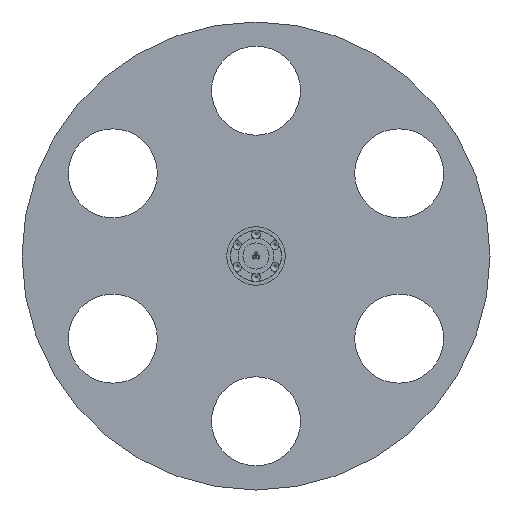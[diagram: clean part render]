
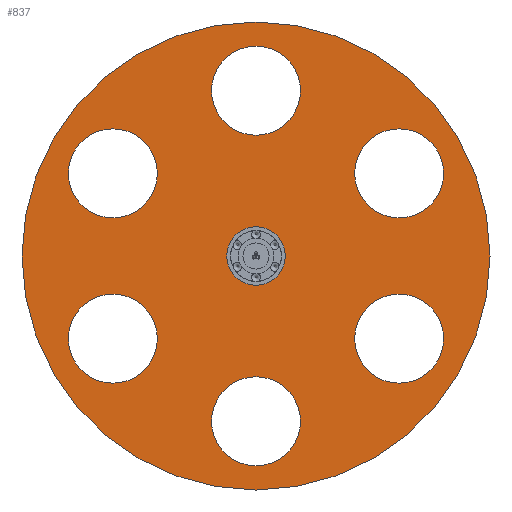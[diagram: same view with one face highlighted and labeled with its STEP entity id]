
A CAD part, left-side view. The second image highlights one B-rep face of the part: STEP entity #837.
In plain terms, the highlighted planar face has unit normal (-1, 0, 0).
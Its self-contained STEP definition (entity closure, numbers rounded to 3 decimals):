
#19=FACE_BOUND('',#156,.T.);
#20=FACE_BOUND('',#157,.T.);
#21=FACE_BOUND('',#158,.T.);
#22=FACE_BOUND('',#159,.T.);
#23=FACE_BOUND('',#160,.T.);
#24=FACE_BOUND('',#161,.T.);
#25=FACE_BOUND('',#162,.T.);
#51=PLANE('',#977);
#110=FACE_OUTER_BOUND('',#155,.T.);
#155=EDGE_LOOP('',(#709));
#156=EDGE_LOOP('',(#710));
#157=EDGE_LOOP('',(#711));
#158=EDGE_LOOP('',(#712));
#159=EDGE_LOOP('',(#713));
#160=EDGE_LOOP('',(#714));
#161=EDGE_LOOP('',(#715));
#162=EDGE_LOOP('',(#716));
#231=CIRCLE('',#861,3.5);
#233=CIRCLE('',#864,3.5);
#235=CIRCLE('',#867,3.5);
#237=CIRCLE('',#870,3.5);
#239=CIRCLE('',#873,3.5);
#241=CIRCLE('',#876,3.5);
#243=CIRCLE('',#879,18.402);
#316=CIRCLE('',#978,2.3);
#322=VERTEX_POINT('',#1281);
#324=VERTEX_POINT('',#1287);
#326=VERTEX_POINT('',#1293);
#328=VERTEX_POINT('',#1299);
#330=VERTEX_POINT('',#1305);
#332=VERTEX_POINT('',#1311);
#334=VERTEX_POINT('',#1317);
#400=VERTEX_POINT('',#1620);
#406=EDGE_CURVE('',#322,#322,#231,.T.);
#409=EDGE_CURVE('',#324,#324,#233,.T.);
#412=EDGE_CURVE('',#326,#326,#235,.T.);
#415=EDGE_CURVE('',#328,#328,#237,.T.);
#418=EDGE_CURVE('',#330,#330,#239,.T.);
#421=EDGE_CURVE('',#332,#332,#241,.T.);
#424=EDGE_CURVE('',#334,#334,#243,.T.);
#521=EDGE_CURVE('',#400,#400,#316,.T.);
#709=ORIENTED_EDGE('',*,*,#424,.T.);
#710=ORIENTED_EDGE('',*,*,#421,.T.);
#711=ORIENTED_EDGE('',*,*,#418,.T.);
#712=ORIENTED_EDGE('',*,*,#415,.T.);
#713=ORIENTED_EDGE('',*,*,#412,.T.);
#714=ORIENTED_EDGE('',*,*,#409,.T.);
#715=ORIENTED_EDGE('',*,*,#406,.T.);
#716=ORIENTED_EDGE('',*,*,#521,.T.);
#837=ADVANCED_FACE('',(#110,#19,#20,#21,#22,#23,#24,#25),#51,.T.);
#861=AXIS2_PLACEMENT_3D('',#1282,#996,#997);
#864=AXIS2_PLACEMENT_3D('',#1288,#1003,#1004);
#867=AXIS2_PLACEMENT_3D('',#1294,#1010,#1011);
#870=AXIS2_PLACEMENT_3D('',#1300,#1017,#1018);
#873=AXIS2_PLACEMENT_3D('',#1306,#1024,#1025);
#876=AXIS2_PLACEMENT_3D('',#1312,#1031,#1032);
#879=AXIS2_PLACEMENT_3D('',#1318,#1038,#1039);
#977=AXIS2_PLACEMENT_3D('',#1619,#1244,#1245);
#978=AXIS2_PLACEMENT_3D('',#1621,#1246,#1247);
#996=DIRECTION('center_axis',(1.,0.,0.));
#997=DIRECTION('ref_axis',(0.,1.,0.));
#1003=DIRECTION('center_axis',(1.,0.,0.));
#1004=DIRECTION('ref_axis',(0.,1.,0.));
#1010=DIRECTION('center_axis',(1.,0.,0.));
#1011=DIRECTION('ref_axis',(0.,1.,0.));
#1017=DIRECTION('center_axis',(1.,0.,0.));
#1018=DIRECTION('ref_axis',(0.,1.,0.));
#1024=DIRECTION('center_axis',(1.,0.,0.));
#1025=DIRECTION('ref_axis',(0.,1.,0.));
#1031=DIRECTION('center_axis',(1.,0.,0.));
#1032=DIRECTION('ref_axis',(0.,1.,0.));
#1038=DIRECTION('center_axis',(-1.,0.,0.));
#1039=DIRECTION('ref_axis',(0.,1.,0.));
#1244=DIRECTION('center_axis',(-1.,0.,0.));
#1245=DIRECTION('ref_axis',(0.,-1.,0.));
#1246=DIRECTION('center_axis',(1.,0.,0.));
#1247=DIRECTION('ref_axis',(0.,-1.,0.));
#1281=CARTESIAN_POINT('',(-2.,-3.5,13.));
#1282=CARTESIAN_POINT('Origin',(-2.,0.,13.));
#1287=CARTESIAN_POINT('',(-2.,7.758,-6.5));
#1288=CARTESIAN_POINT('Origin',(-2.,11.258,-6.5));
#1293=CARTESIAN_POINT('',(-2.,7.758,6.5));
#1294=CARTESIAN_POINT('Origin',(-2.,11.258,6.5));
#1299=CARTESIAN_POINT('',(-2.,-14.758,-6.5));
#1300=CARTESIAN_POINT('Origin',(-2.,-11.258,-6.5));
#1305=CARTESIAN_POINT('',(-2.,-3.5,-13.));
#1306=CARTESIAN_POINT('Origin',(-2.,0.,-13.));
#1311=CARTESIAN_POINT('',(-2.,-14.758,6.5));
#1312=CARTESIAN_POINT('Origin',(-2.,-11.258,6.5));
#1317=CARTESIAN_POINT('',(-2.,-18.402,0.));
#1318=CARTESIAN_POINT('Origin',(-2.,0.,0.));
#1619=CARTESIAN_POINT('Origin',(-2.,0.,0.));
#1620=CARTESIAN_POINT('',(-2.,2.3,0.));
#1621=CARTESIAN_POINT('Origin',(-2.,0.,0.));
